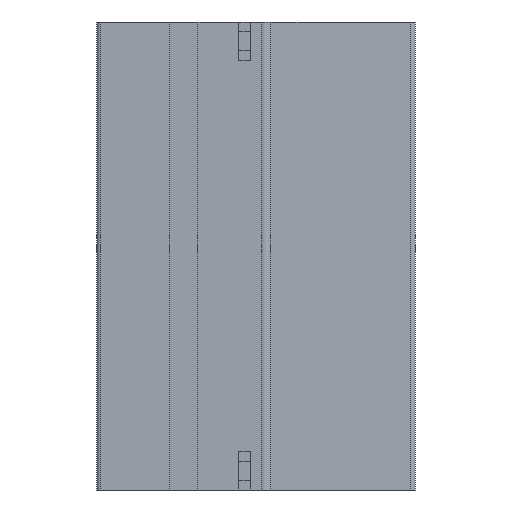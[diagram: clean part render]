
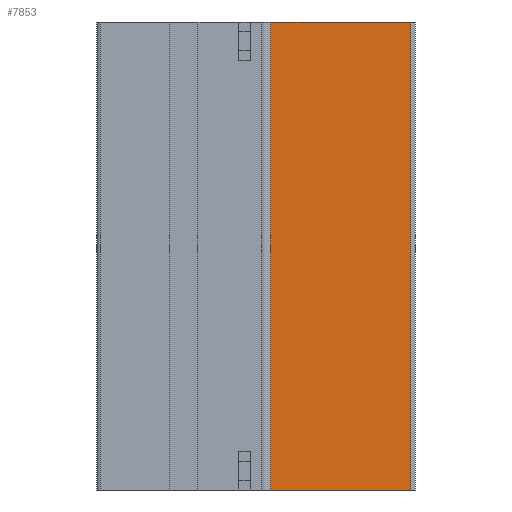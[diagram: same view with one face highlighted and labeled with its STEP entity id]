
A CAD part, front view. The second image highlights one B-rep face of the part: STEP entity #7853.
In plain terms, the highlighted planar face has unit normal (0.018, -1, 0).
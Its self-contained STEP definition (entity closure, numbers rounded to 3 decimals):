
#597=DIRECTION('',(-1.,-0.017,0.));
#598=VECTOR('',#597,14.958);
#599=CARTESIAN_POINT('',(22.738,3.278,25.));
#600=LINE('',#599,#598);
#745=DIRECTION('',(-1.,-0.017,0.));
#746=VECTOR('',#745,14.958);
#747=CARTESIAN_POINT('',(22.738,3.278,-25.));
#748=LINE('',#747,#746);
#1386=DIRECTION('',(0.,0.,-1.));
#1387=VECTOR('',#1386,50.);
#1388=CARTESIAN_POINT('',(7.783,3.017,25.));
#1389=LINE('',#1388,#1387);
#1390=DIRECTION('',(0.,0.,-1.));
#1391=VECTOR('',#1390,50.);
#1392=CARTESIAN_POINT('',(22.738,3.278,25.));
#1393=LINE('',#1392,#1391);
#6549=CARTESIAN_POINT('',(22.738,3.278,-25.));
#6551=VERTEX_POINT('',#6549);
#6552=CARTESIAN_POINT('',(22.738,3.278,25.));
#6553=VERTEX_POINT('',#6552);
#6640=CARTESIAN_POINT('',(7.783,3.017,25.));
#6641=CARTESIAN_POINT('',(7.783,3.017,-25.));
#6642=VERTEX_POINT('',#6640);
#6643=VERTEX_POINT('',#6641);
#7841=CARTESIAN_POINT('',(23.2,3.286,25.));
#7842=DIRECTION('',(-0.017,1.,0.));
#7843=DIRECTION('',(-1.,-0.017,0.));
#7844=AXIS2_PLACEMENT_3D('',#7841,#7842,#7843);
#7845=PLANE('',#7844);
#7846=ORIENTED_EDGE('',*,*,#7835,.F.);
#7847=ORIENTED_EDGE('',*,*,#7180,.F.);
#7849=ORIENTED_EDGE('',*,*,#7848,.T.);
#7850=ORIENTED_EDGE('',*,*,#7367,.T.);
#7851=EDGE_LOOP('',(#7846,#7847,#7849,#7850));
#7852=FACE_OUTER_BOUND('',#7851,.F.);
#7853=ADVANCED_FACE('',(#7852),#7845,.F.);
#7180=EDGE_CURVE('',#6553,#6642,#600,.T.);
#7367=EDGE_CURVE('',#6551,#6643,#748,.T.);
#7835=EDGE_CURVE('',#6642,#6643,#1389,.T.);
#7848=EDGE_CURVE('',#6553,#6551,#1393,.T.);
